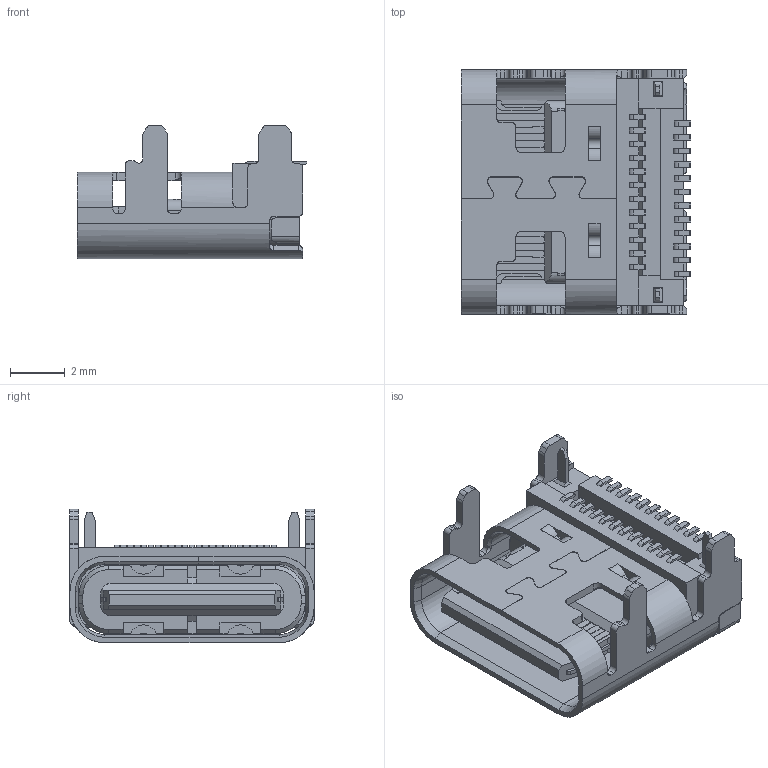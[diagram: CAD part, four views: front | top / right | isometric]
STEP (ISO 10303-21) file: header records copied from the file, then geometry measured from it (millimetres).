
FILE_DESCRIPTION (( 'STEP AP214' ), '1' );
FILE_NAME ('LCK-TCF904-L825WL-G3.STEP', '2024-12-03T08:22:10', ( 'admin' ), ( '' ), 'SwSTEP 2.0', 'SolidWorks 2022', '' );
FILE_SCHEMA (( 'AUTOMOTIVE_DESIGN' ));
Length unit declared in the file: millimetre
Products named in the file (1): LCK-TCF904-L825WL-G3
Bounding box: 8.4 x 8.94 x 4.88 mm (x, y, z)
Volume: 144.1 mm3; surface area: 562.2 mm2
Topology: 1 solids, 11 shells, 1006 faces, 2863 edges, 1856 vertices
Faces by surface type: plane 757, cylinder 224, cone 19, bspline 6
Entity records: 41180 total; most frequent: CARTESIAN_POINT 6742, ORIENTED_EDGE 5718, DIRECTION 5152, EDGE_CURVE 2859, LINE 2182, VECTOR 2182, VERTEX_POINT 1854, AXIS2_PLACEMENT_3D 1485
